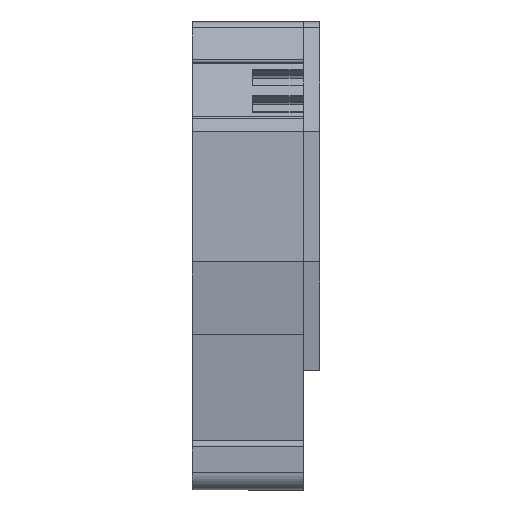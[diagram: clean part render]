
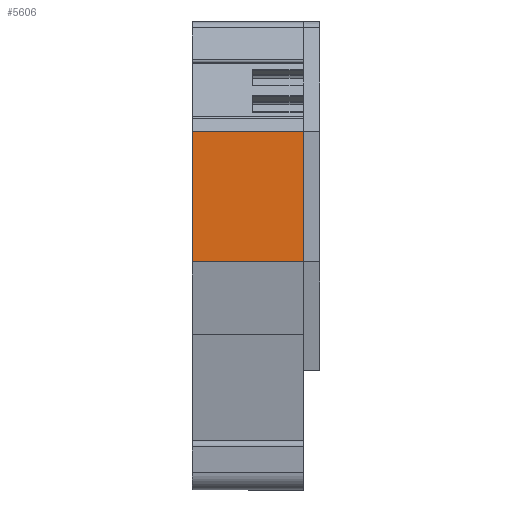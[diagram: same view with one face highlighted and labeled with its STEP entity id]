
A CAD part, front view. The second image highlights one B-rep face of the part: STEP entity #5606.
In plain terms, the highlighted planar face has unit normal (0, -1, 0).
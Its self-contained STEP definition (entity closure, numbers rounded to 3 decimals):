
#5593=AXIS2_PLACEMENT_3D('Plane Axis2P3D',#5590,#5591,#5592) ;
#1634=CARTESIAN_POINT('Vertex',(12.,0.,38.71)) ;
#1637=CARTESIAN_POINT('Line Origine',(12.,0.,31.657)) ;
#1641=CARTESIAN_POINT('Vertex',(12.,0.,24.605)) ;
#2936=CARTESIAN_POINT('Vertex',(0.,0.,24.605)) ;
#2939=CARTESIAN_POINT('Line Origine',(0.,0.,31.657)) ;
#2943=CARTESIAN_POINT('Vertex',(0.,0.,38.71)) ;
#5578=CARTESIAN_POINT('Line Origine',(6.,0.,38.71)) ;
#5590=CARTESIAN_POINT('Axis2P3D Location',(0.,0.,24.605)) ;
#5595=CARTESIAN_POINT('Line Origine',(6.,0.,24.605)) ;
#1638=DIRECTION('Vector Direction',(0.,0.,1.)) ;
#2940=DIRECTION('Vector Direction',(0.,0.,1.)) ;
#5579=DIRECTION('Vector Direction',(1.,0.,0.)) ;
#5591=DIRECTION('Axis2P3D Direction',(0.,1.,0.)) ;
#5592=DIRECTION('Axis2P3D XDirection',(0.,0.,1.)) ;
#5596=DIRECTION('Vector Direction',(1.,0.,0.)) ;
#1639=VECTOR('Line Direction',#1638,1.) ;
#2941=VECTOR('Line Direction',#2940,1.) ;
#5580=VECTOR('Line Direction',#5579,1.) ;
#5597=VECTOR('Line Direction',#5596,1.) ;
#5601=ORIENTED_EDGE('',*,*,#5582,.F.) ;
#5602=ORIENTED_EDGE('',*,*,#2945,.T.) ;
#5603=ORIENTED_EDGE('',*,*,#5599,.T.) ;
#5604=ORIENTED_EDGE('',*,*,#1643,.F.) ;
#5606=ADVANCED_FACE('KLTR_ZEI16-2-1AN.1\\GEAENDERT',(#5605),#5594,.F.) ;
#1643=EDGE_CURVE('',#1635,#1642,#1640,.F.) ;
#2945=EDGE_CURVE('',#2944,#2937,#2942,.F.) ;
#5582=EDGE_CURVE('',#2944,#1635,#5581,.T.) ;
#5599=EDGE_CURVE('',#2937,#1642,#5598,.T.) ;
#5600=EDGE_LOOP('',(#5601,#5602,#5603,#5604)) ;
#5605=FACE_OUTER_BOUND('',#5600,.T.) ;
#1640=LINE('Line',#1637,#1639) ;
#2942=LINE('Line',#2939,#2941) ;
#5581=LINE('Line',#5578,#5580) ;
#5598=LINE('Line',#5595,#5597) ;
#5594=PLANE('',#5593) ;
#1635=VERTEX_POINT('',#1634) ;
#1642=VERTEX_POINT('',#1641) ;
#2937=VERTEX_POINT('',#2936) ;
#2944=VERTEX_POINT('',#2943) ;
